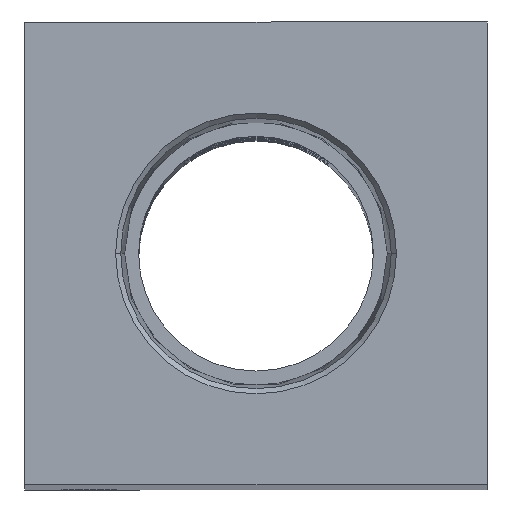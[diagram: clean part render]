
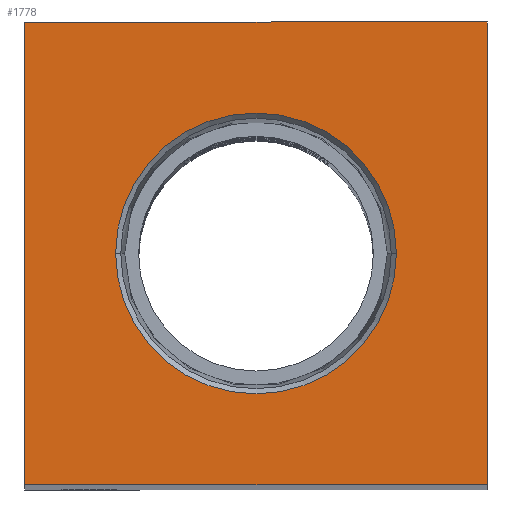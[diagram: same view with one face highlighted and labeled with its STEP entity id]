
A CAD part, top view. The second image highlights one B-rep face of the part: STEP entity #1778.
In plain terms, the highlighted planar face has unit normal (0, 0, 1).
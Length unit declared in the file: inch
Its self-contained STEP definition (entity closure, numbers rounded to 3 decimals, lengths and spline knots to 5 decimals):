
#84 = CARTESIAN_POINT ( 'NONE',  ( -1.125, 1.125, 7.125 ) ) ;
#103 = DIRECTION ( 'NONE',  ( 0., 0., 1. ) ) ;
#139 = EDGE_CURVE ( 'NONE', #1991, #2610, #2213, .T. ) ;
#167 = CARTESIAN_POINT ( 'NONE',  ( 1.125, 1.125, 7.125 ) ) ;
#170 = CARTESIAN_POINT ( 'NONE',  ( 1.125, 1.125, 7.125 ) ) ;
#547 = AXIS2_PLACEMENT_3D ( 'NONE', #4395, #103, #2649 ) ;
#552 = CARTESIAN_POINT ( 'NONE',  ( -1.125, -1.125, 7.125 ) ) ;
#564 = CARTESIAN_POINT ( 'NONE',  ( 0., 0., 7.125 ) ) ;
#702 = ORIENTED_EDGE ( 'NONE', *, *, #139, .T. ) ;
#769 = CIRCLE ( 'NONE', #3555, 0.68247 ) ;
#827 = VECTOR ( 'NONE', #2043, 39.37008 ) ;
#848 = DIRECTION ( 'NONE',  ( 0., 0., 1. ) ) ;
#930 = DIRECTION ( 'NONE',  ( 1., 0., 0. ) ) ;
#977 = DIRECTION ( 'NONE',  ( 1., 0., 0. ) ) ;
#981 = CIRCLE ( 'NONE', #4168, 0.68247 ) ;
#1041 = FACE_OUTER_BOUND ( 'NONE', #1215, .T. ) ;
#1215 = EDGE_LOOP ( 'NONE', ( #1377, #702, #1666, #4232 ) ) ;
#1233 = VECTOR ( 'NONE', #977, 39.37008 ) ;
#1248 = EDGE_CURVE ( 'NONE', #2610, #3451, #1930, .T. ) ;
#1270 = ORIENTED_EDGE ( 'NONE', *, *, #4310, .F. ) ;
#1350 = CARTESIAN_POINT ( 'NONE',  ( -1.125, -1.125, 7.125 ) ) ;
#1377 = ORIENTED_EDGE ( 'NONE', *, *, #2910, .T. ) ;
#1391 = VECTOR ( 'NONE', #2049, 39.37008 ) ;
#1439 = CARTESIAN_POINT ( 'NONE',  ( 1.125, -1.125, 7.125 ) ) ;
#1489 = VERTEX_POINT ( 'NONE', #2028 ) ;
#1666 = ORIENTED_EDGE ( 'NONE', *, *, #1248, .T. ) ;
#1778 = ADVANCED_FACE ( 'NONE', ( #3808, #1041 ), #1925, .T. ) ;
#1879 = CARTESIAN_POINT ( 'NONE',  ( 1.125, -1.125, 7.125 ) ) ;
#1925 = PLANE ( 'NONE',  #547 ) ;
#1930 = LINE ( 'NONE', #2428, #827 ) ;
#1988 = EDGE_CURVE ( 'NONE', #1489, #4207, #981, .T. ) ;
#1991 = VERTEX_POINT ( 'NONE', #552 ) ;
#2028 = CARTESIAN_POINT ( 'NONE',  ( -0.68247, 0., 7.125 ) ) ;
#2043 = DIRECTION ( 'NONE',  ( 0., 1., 0. ) ) ;
#2049 = DIRECTION ( 'NONE',  ( -1., 0., 0. ) ) ;
#2213 = LINE ( 'NONE', #1879, #1233 ) ;
#2283 = VERTEX_POINT ( 'NONE', #84 ) ;
#2355 = LINE ( 'NONE', #167, #1391 ) ;
#2428 = CARTESIAN_POINT ( 'NONE',  ( 1.125, -1.125, 7.125 ) ) ;
#2610 = VERTEX_POINT ( 'NONE', #1439 ) ;
#2649 = DIRECTION ( 'NONE',  ( 1., 0., 0. ) ) ;
#2825 = EDGE_CURVE ( 'NONE', #3451, #2283, #2355, .T. ) ;
#2897 = ORIENTED_EDGE ( 'NONE', *, *, #1988, .F. ) ;
#2910 = EDGE_CURVE ( 'NONE', #2283, #1991, #3189, .T. ) ;
#3014 = CARTESIAN_POINT ( 'NONE',  ( 0., 0., 7.125 ) ) ;
#3070 = VECTOR ( 'NONE', #3139, 39.37008 ) ;
#3096 = DIRECTION ( 'NONE',  ( 0., 0., 1. ) ) ;
#3139 = DIRECTION ( 'NONE',  ( 0., -1., 0. ) ) ;
#3189 = LINE ( 'NONE', #1350, #3070 ) ;
#3378 = DIRECTION ( 'NONE',  ( 1., 0., 0. ) ) ;
#3451 = VERTEX_POINT ( 'NONE', #170 ) ;
#3555 = AXIS2_PLACEMENT_3D ( 'NONE', #3014, #848, #3378 ) ;
#3690 = CARTESIAN_POINT ( 'NONE',  ( 0.68247, 0., 7.125 ) ) ;
#3808 = FACE_BOUND ( 'NONE', #3893, .T. ) ;
#3893 = EDGE_LOOP ( 'NONE', ( #1270, #2897 ) ) ;
#4168 = AXIS2_PLACEMENT_3D ( 'NONE', #564, #3096, #930 ) ;
#4207 = VERTEX_POINT ( 'NONE', #3690 ) ;
#4232 = ORIENTED_EDGE ( 'NONE', *, *, #2825, .T. ) ;
#4310 = EDGE_CURVE ( 'NONE', #4207, #1489, #769, .T. ) ;
#4395 = CARTESIAN_POINT ( 'NONE',  ( 0., 0., 7.125 ) ) ;
